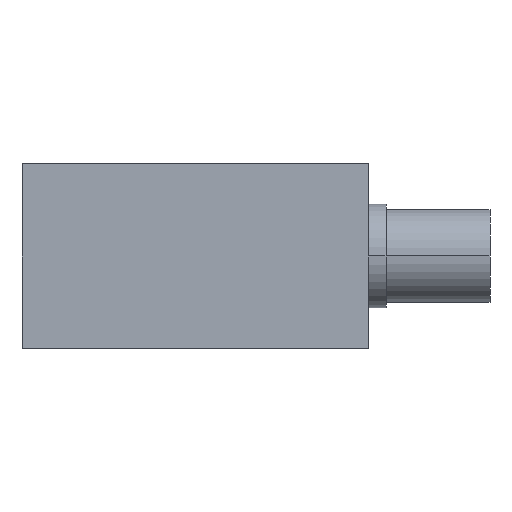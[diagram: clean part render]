
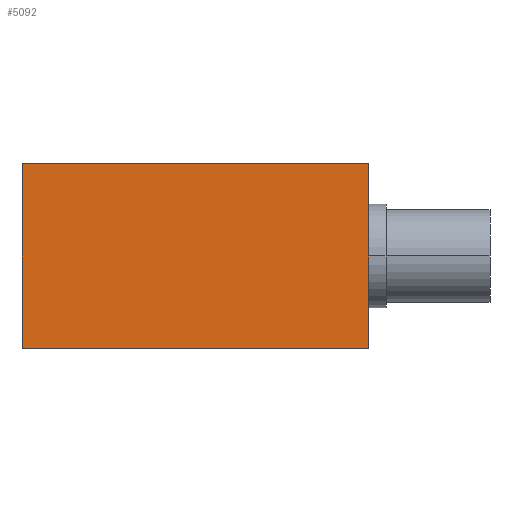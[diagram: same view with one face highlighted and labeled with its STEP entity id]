
A CAD part, front view. The second image highlights one B-rep face of the part: STEP entity #5092.
In plain terms, the highlighted planar face has unit normal (0, -1, 0).
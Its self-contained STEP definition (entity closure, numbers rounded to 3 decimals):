
#4077=CARTESIAN_POINT('',(0.0,0.,16.0));
#4078=VERTEX_POINT('',#4077);
#4087=CARTESIAN_POINT('',(30.001,0.,16.0));
#4088=VERTEX_POINT('',#4087);
#4089=CARTESIAN_POINT('',(30.001,0.,16.0));
#4090=DIRECTION('',(-1.0,0.0,0.0));
#4091=VECTOR('',#4090,30.001);
#4092=LINE('',#4089,#4091);
#4093=EDGE_CURVE('',#4088,#4078,#4092,.T.);
#4744=CARTESIAN_POINT('',(0.0,0.0,0.0));
#4745=VERTEX_POINT('',#4744);
#4752=CARTESIAN_POINT('',(0.0,0.0,0.0));
#4753=DIRECTION('',(0.0,0.0,1.0));
#4754=VECTOR('',#4753,16.0);
#4755=LINE('',#4752,#4754);
#4756=EDGE_CURVE('',#4745,#4078,#4755,.T.);
#5053=CARTESIAN_POINT('',(30.001,0.0,0.0));
#5054=VERTEX_POINT('',#5053);
#5055=CARTESIAN_POINT('',(30.001,0.0,0.0));
#5056=DIRECTION('',(0.0,0.0,1.0));
#5057=VECTOR('',#5056,16.0);
#5058=LINE('',#5055,#5057);
#5059=EDGE_CURVE('',#5054,#4088,#5058,.T.);
#5076=CARTESIAN_POINT('',(30.001,0.0,0.0));
#5077=DIRECTION('',(0.0,-1.0,0.0));
#5078=DIRECTION('',(0.0,0.0,-1.0));
#5079=AXIS2_PLACEMENT_3D('',#5076,#5077,#5078);
#5080=PLANE('',#5079);
#5081=ORIENTED_EDGE('',*,*,#4756,.F.);
#5082=CARTESIAN_POINT('',(0.0,0.0,0.0));
#5083=DIRECTION('',(1.0,0.0,0.0));
#5084=VECTOR('',#5083,30.001);
#5085=LINE('',#5082,#5084);
#5086=EDGE_CURVE('',#4745,#5054,#5085,.T.);
#5087=ORIENTED_EDGE('',*,*,#5086,.T.);
#5088=ORIENTED_EDGE('',*,*,#5059,.T.);
#5089=ORIENTED_EDGE('',*,*,#4093,.T.);
#5090=EDGE_LOOP('',(#5081,#5087,#5088,#5089));
#5091=FACE_OUTER_BOUND('',#5090,.T.);
#5092=ADVANCED_FACE('',(#5091),#5080,.T.);
